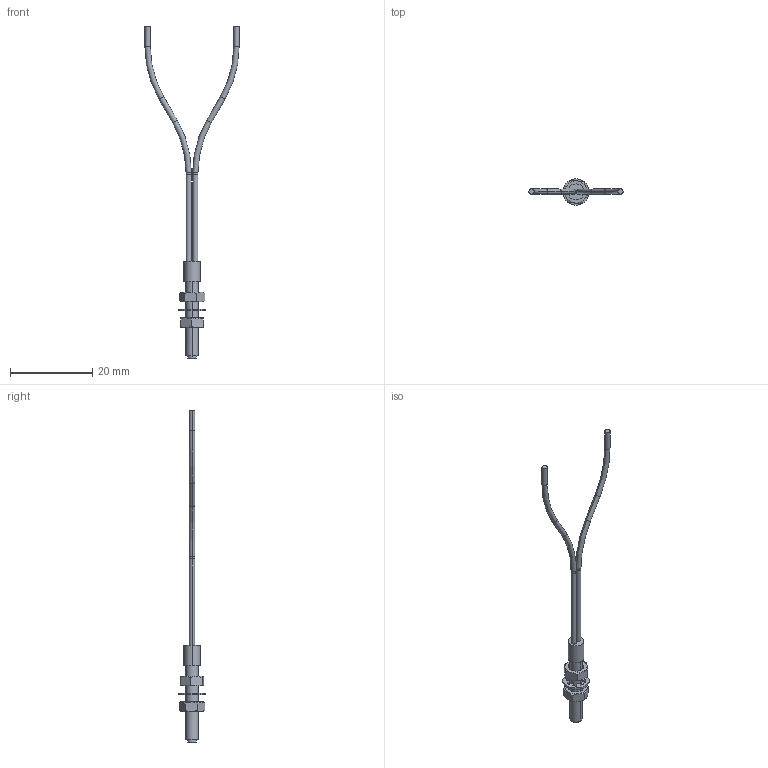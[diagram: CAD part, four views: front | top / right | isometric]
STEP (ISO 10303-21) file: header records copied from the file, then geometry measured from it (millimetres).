
FILE_DESCRIPTION((''),'2;1');
FILE_NAME('CAD2365_SW0001','2016-08-23T',('cmozuch'),(''),'PRO/ENGINEER BY PARAMETRIC TECHNOLOGY CORPORATION, 2015440','PRO/ENGINEER BY PARAMETRIC TECHNOLOGY CORPORATION, 2015440','');
FILE_SCHEMA(('CONFIG_CONTROL_DESIGN'));
Length unit declared in the file: millimetre
Products named in the file (1): CAD2365_SW0001
Bounding box: 22.9 x 6.4 x 80.72 mm (x, y, z)
Volume: 430.1 mm3; surface area: 926.8 mm2
Topology: 2 solids, 2 shells, 183 faces, 498 edges, 332 vertices
Faces by surface type: cylinder 98, plane 45, cone 32, torus 8
Entity records: 7649 total; most frequent: CARTESIAN_POINT 1467, DIRECTION 1100, ORIENTED_EDGE 996, EDGE_CURVE 498, AXIS2_PLACEMENT_3D 467, VERTEX_POINT 332, CIRCLE 284, EDGE_LOOP 198
